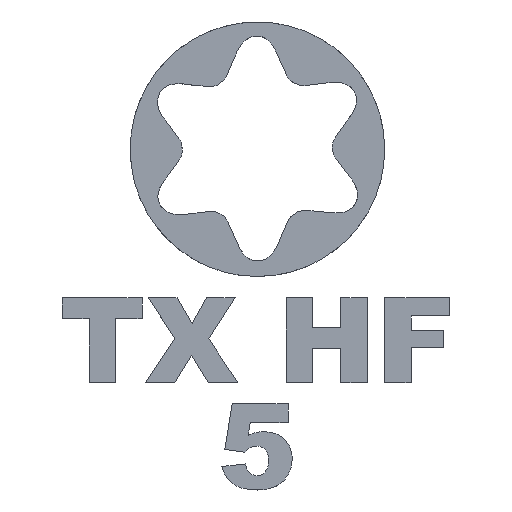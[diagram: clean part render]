
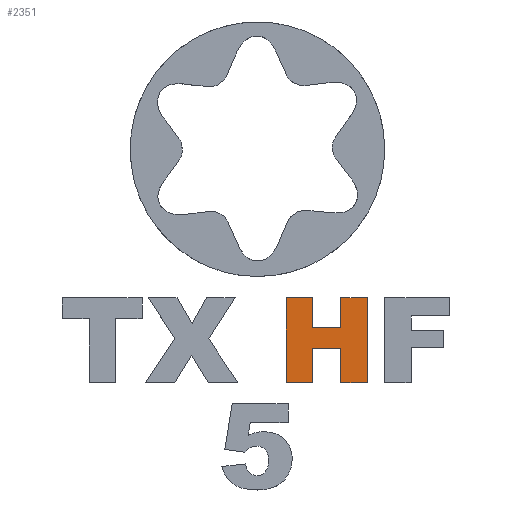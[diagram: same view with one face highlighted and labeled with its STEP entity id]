
A CAD part, top view. The second image highlights one B-rep face of the part: STEP entity #2351.
In plain terms, the highlighted planar face has unit normal (0, 0, 1).
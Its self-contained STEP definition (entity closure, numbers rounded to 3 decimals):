
#149=PLANE('',#2437);
#275=FACE_OUTER_BOUND('',#403,.T.);
#403=EDGE_LOOP('',(#2163,#2164,#2165,#2166,#2167,#2168,#2169,#2170,#2171,
#2172,#2173,#2174));
#593=LINE('',#4268,#817);
#597=LINE('',#4276,#821);
#600=LINE('',#4282,#824);
#603=LINE('',#4288,#827);
#606=LINE('',#4294,#830);
#609=LINE('',#4300,#833);
#612=LINE('',#4306,#836);
#615=LINE('',#4312,#839);
#618=LINE('',#4318,#842);
#621=LINE('',#4324,#845);
#624=LINE('',#4330,#848);
#627=LINE('',#4335,#851);
#817=VECTOR('',#2737,10.);
#821=VECTOR('',#2743,10.);
#824=VECTOR('',#2748,10.);
#827=VECTOR('',#2753,10.);
#830=VECTOR('',#2758,10.);
#833=VECTOR('',#2763,10.);
#836=VECTOR('',#2768,10.);
#839=VECTOR('',#2773,10.);
#842=VECTOR('',#2778,10.);
#845=VECTOR('',#2783,10.);
#848=VECTOR('',#2788,10.);
#851=VECTOR('',#2793,10.);
#1137=VERTEX_POINT('',#4266);
#1138=VERTEX_POINT('',#4267);
#1141=VERTEX_POINT('',#4275);
#1143=VERTEX_POINT('',#4281);
#1145=VERTEX_POINT('',#4287);
#1147=VERTEX_POINT('',#4293);
#1149=VERTEX_POINT('',#4299);
#1151=VERTEX_POINT('',#4305);
#1153=VERTEX_POINT('',#4311);
#1155=VERTEX_POINT('',#4317);
#1157=VERTEX_POINT('',#4323);
#1159=VERTEX_POINT('',#4329);
#1467=EDGE_CURVE('',#1137,#1138,#593,.T.);
#1471=EDGE_CURVE('',#1141,#1137,#597,.T.);
#1474=EDGE_CURVE('',#1143,#1141,#600,.T.);
#1477=EDGE_CURVE('',#1145,#1143,#603,.T.);
#1480=EDGE_CURVE('',#1147,#1145,#606,.T.);
#1483=EDGE_CURVE('',#1149,#1147,#609,.T.);
#1486=EDGE_CURVE('',#1151,#1149,#612,.T.);
#1489=EDGE_CURVE('',#1153,#1151,#615,.T.);
#1492=EDGE_CURVE('',#1155,#1153,#618,.T.);
#1495=EDGE_CURVE('',#1157,#1155,#621,.T.);
#1498=EDGE_CURVE('',#1159,#1157,#624,.T.);
#1501=EDGE_CURVE('',#1138,#1159,#627,.T.);
#2163=ORIENTED_EDGE('',*,*,#1501,.F.);
#2164=ORIENTED_EDGE('',*,*,#1467,.F.);
#2165=ORIENTED_EDGE('',*,*,#1471,.F.);
#2166=ORIENTED_EDGE('',*,*,#1474,.F.);
#2167=ORIENTED_EDGE('',*,*,#1477,.F.);
#2168=ORIENTED_EDGE('',*,*,#1480,.F.);
#2169=ORIENTED_EDGE('',*,*,#1483,.F.);
#2170=ORIENTED_EDGE('',*,*,#1486,.F.);
#2171=ORIENTED_EDGE('',*,*,#1489,.F.);
#2172=ORIENTED_EDGE('',*,*,#1492,.F.);
#2173=ORIENTED_EDGE('',*,*,#1495,.F.);
#2174=ORIENTED_EDGE('',*,*,#1498,.F.);
#2351=ADVANCED_FACE('',(#275),#149,.T.);
#2437=AXIS2_PLACEMENT_3D('',#4337,#2795,#2796);
#2737=DIRECTION('',(-1.,0.,0.));
#2743=DIRECTION('',(0.,-1.,0.));
#2748=DIRECTION('',(-1.,0.,0.));
#2753=DIRECTION('',(0.,1.,0.));
#2758=DIRECTION('',(-1.,0.,0.));
#2763=DIRECTION('',(0.,-1.,0.));
#2768=DIRECTION('',(1.,0.,0.));
#2773=DIRECTION('',(0.,1.,0.));
#2778=DIRECTION('',(1.,0.,0.));
#2783=DIRECTION('',(0.,-1.,0.));
#2788=DIRECTION('',(1.,0.,0.));
#2793=DIRECTION('',(0.,1.,0.));
#2795=DIRECTION('center_axis',(0.,0.,
1.));
#2796=DIRECTION('ref_axis',(-1.,0.,0.));
#4266=CARTESIAN_POINT('',(12.588,-194.001,0.));
#4267=CARTESIAN_POINT('',(11.352,-194.001,0.));
#4268=CARTESIAN_POINT('',(12.588,-194.001,0.));
#4275=CARTESIAN_POINT('',(12.588,-192.383,0.));
#4276=CARTESIAN_POINT('',(12.588,-192.383,0.));
#4281=CARTESIAN_POINT('',(13.939,-192.383,0.));
#4282=CARTESIAN_POINT('',(13.939,-192.383,0.));
#4287=CARTESIAN_POINT('',(13.939,-194.001,0.));
#4288=CARTESIAN_POINT('',(13.939,-194.001,0.));
#4293=CARTESIAN_POINT('',(15.18,-194.001,0.));
#4294=CARTESIAN_POINT('',(15.18,-194.001,0.));
#4299=CARTESIAN_POINT('',(15.18,-190.001,0.));
#4300=CARTESIAN_POINT('',(15.18,-190.001,0.));
#4305=CARTESIAN_POINT('',(13.939,-190.001,0.));
#4306=CARTESIAN_POINT('',(13.939,-190.001,0.));
#4311=CARTESIAN_POINT('',(13.939,-191.4,0.));
#4312=CARTESIAN_POINT('',(13.939,-191.4,0.));
#4317=CARTESIAN_POINT('',(12.588,-191.4,0.));
#4318=CARTESIAN_POINT('',(12.588,-191.4,0.));
#4323=CARTESIAN_POINT('',(12.588,-190.001,0.));
#4324=CARTESIAN_POINT('',(12.588,-190.001,0.));
#4329=CARTESIAN_POINT('',(11.352,-190.001,0.));
#4330=CARTESIAN_POINT('',(11.352,-190.001,0.));
#4335=CARTESIAN_POINT('',(11.352,-194.001,0.));
#4337=CARTESIAN_POINT('Origin',(13.266,-192.001,0.));
